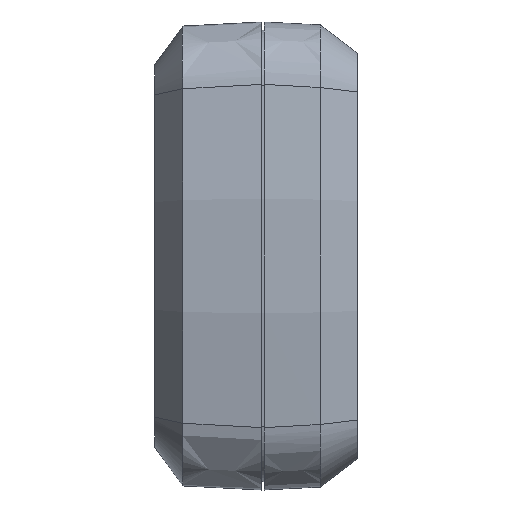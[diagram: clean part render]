
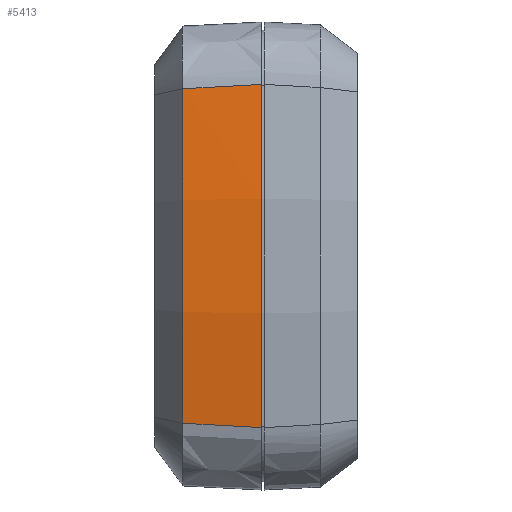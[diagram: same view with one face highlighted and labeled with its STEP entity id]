
A CAD part, left-side view. The second image highlights one B-rep face of the part: STEP entity #5413.
In plain terms, the highlighted conical face has half-angle 3 degrees and reference radius 142.601 mm.
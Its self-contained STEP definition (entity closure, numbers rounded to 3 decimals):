
#447 = VERTEX_POINT ( 'NONE', #10898 ) ;
#945 = CARTESIAN_POINT ( 'NONE',  ( 98.551, 0., 0. ) ) ;
#1146 = FACE_OUTER_BOUND ( 'NONE', #11086, .T. ) ;
#1249 = CARTESIAN_POINT ( 'NONE',  ( -42.025, 3.502, -22.831 ) ) ;
#1784 = CIRCLE ( 'NONE', #2683, 142.051 ) ;
#1827 = DIRECTION ( 'NONE',  ( 0., 0., 1. ) ) ;
#1870 = CARTESIAN_POINT ( 'NONE',  ( -41.716, 10.505, 22.441 ) ) ;
#1982 = CIRCLE ( 'NONE', #5838, 142.601 ) ;
#2406 = CARTESIAN_POINT ( 'NONE',  ( 98.551, 10.505, 0. ) ) ;
#2508 = DIRECTION ( 'NONE',  ( 0., 0., 1. ) ) ;
#2683 = AXIS2_PLACEMENT_3D ( 'NONE', #2406, #8418, #3270 ) ;
#3270 = DIRECTION ( 'NONE',  ( 0., 0., -1. ) ) ;
#3543 = ORIENTED_EDGE ( 'NONE', *, *, #4294, .T. ) ;
#3820 = CARTESIAN_POINT ( 'NONE',  ( -41.87, 7.003, -22.636 ) ) ;
#4294 = EDGE_CURVE ( 'NONE', #6876, #5397, #1982, .T. ) ;
#4320 = CARTESIAN_POINT ( 'NONE',  ( -42.179, 0., -23.026 ) ) ;
#4408 = VERTEX_POINT ( 'NONE', #6375 ) ;
#4427 = CARTESIAN_POINT ( 'NONE',  ( -42.025, 3.502, 22.831 ) ) ;
#4754 = ORIENTED_EDGE ( 'NONE', *, *, #11052, .T. ) ;
#5397 = VERTEX_POINT ( 'NONE', #9380 ) ;
#5413 = ADVANCED_FACE ( 'NONE', ( #1146 ), #9770, .T. ) ;
#5815 = EDGE_CURVE ( 'NONE', #5397, #4408, #10770, .T. ) ;
#5838 = AXIS2_PLACEMENT_3D ( 'NONE', #945, #6985, #1827 ) ;
#5948 = ORIENTED_EDGE ( 'NONE', *, *, #5815, .T. ) ;
#6375 = CARTESIAN_POINT ( 'NONE',  ( -41.716, 10.505, 22.441 ) ) ;
#6769 = AXIS2_PLACEMENT_3D ( 'NONE', #8483, #10249, #2508 ) ;
#6876 = VERTEX_POINT ( 'NONE', #4320 ) ;
#6985 = DIRECTION ( 'NONE',  ( 0., 1., 0. ) ) ;
#7018 = CARTESIAN_POINT ( 'NONE',  ( -41.87, 7.003, 22.636 ) ) ;
#7281 = CARTESIAN_POINT ( 'NONE',  ( -42.179, 0., -23.026 ) ) ;
#8418 = DIRECTION ( 'NONE',  ( 0., -1., 0. ) ) ;
#8483 = CARTESIAN_POINT ( 'NONE',  ( 98.551, 0., 0. ) ) ;
#9135 = ORIENTED_EDGE ( 'NONE', *, *, #9224, .T. ) ;
#9224 = EDGE_CURVE ( 'NONE', #4408, #447, #1784, .T. ) ;
#9378 = B_SPLINE_CURVE_WITH_KNOTS ( 'NONE', 3,
 ( #9833, #3820, #1249, #7281 ),
 .UNSPECIFIED., .F., .F.,
 ( 4, 4 ),
 ( 0.004, 0.014 ),
 .UNSPECIFIED. ) ;
#9380 = CARTESIAN_POINT ( 'NONE',  ( -42.179, 0., 23.026 ) ) ;
#9770 = CONICAL_SURFACE ( 'NONE', #6769, 142.601, 0.052 ) ;
#9833 = CARTESIAN_POINT ( 'NONE',  ( -41.716, 10.505, -22.441 ) ) ;
#10249 = DIRECTION ( 'NONE',  ( 0., -1., 0. ) ) ;
#10442 = CARTESIAN_POINT ( 'NONE',  ( -42.179, 0., 23.026 ) ) ;
#10770 = B_SPLINE_CURVE_WITH_KNOTS ( 'NONE', 3,
 ( #10442, #4427, #7018, #1870 ),
 .UNSPECIFIED., .F., .F.,
 ( 4, 4 ),
 ( 0., 0.011 ),
 .UNSPECIFIED. ) ;
#10898 = CARTESIAN_POINT ( 'NONE',  ( -41.716, 10.505, -22.441 ) ) ;
#11052 = EDGE_CURVE ( 'NONE', #447, #6876, #9378, .T. ) ;
#11086 = EDGE_LOOP ( 'NONE', ( #5948, #9135, #4754, #3543 ) ) ;
